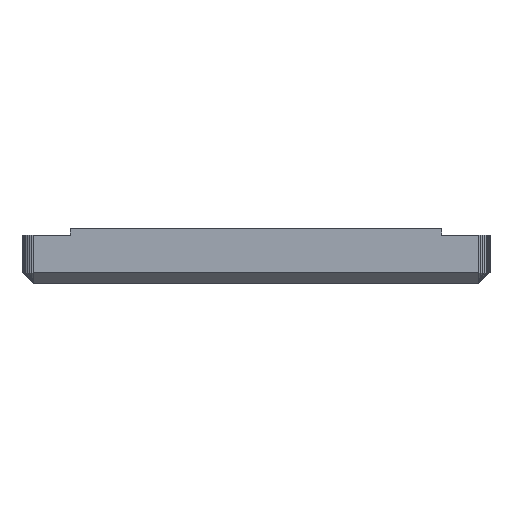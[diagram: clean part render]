
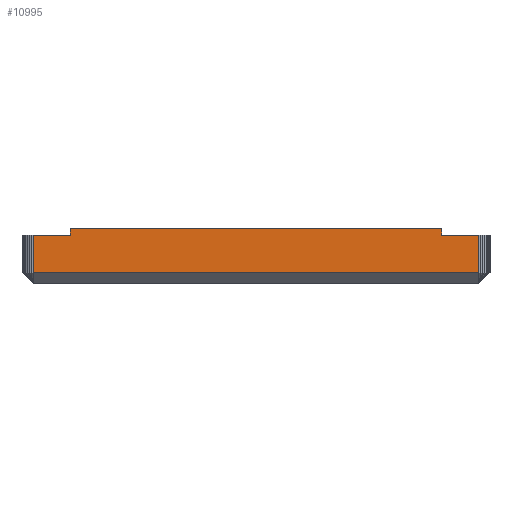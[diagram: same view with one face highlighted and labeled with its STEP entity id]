
A CAD part, left-side view. The second image highlights one B-rep face of the part: STEP entity #10995.
In plain terms, the highlighted planar face has unit normal (-1, 0, 0).
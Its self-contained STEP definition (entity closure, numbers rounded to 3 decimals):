
#33=PLANE('',#11790);
#808=FACE_OUTER_BOUND('',#1586,.T.);
#1586=EDGE_LOOP('',(#8160,#8161,#8162,#8163,#8164,#8165,#8166,#8167));
#2636=LINE('',#16262,#4198);
#2637=LINE('',#16264,#4199);
#2638=LINE('',#16266,#4200);
#2639=LINE('',#16268,#4201);
#2640=LINE('',#16270,#4202);
#2641=LINE('',#16272,#4203);
#2642=LINE('',#16274,#4204);
#2643=LINE('',#16275,#4205);
#4198=VECTOR('',#12879,10.);
#4199=VECTOR('',#12880,10.);
#4200=VECTOR('',#12881,10.);
#4201=VECTOR('',#12882,10.);
#4202=VECTOR('',#12883,10.);
#4203=VECTOR('',#12884,10.);
#4204=VECTOR('',#12885,10.);
#4205=VECTOR('',#12886,10.);
#5757=VERTEX_POINT('',#16260);
#5758=VERTEX_POINT('',#16261);
#5759=VERTEX_POINT('',#16263);
#5760=VERTEX_POINT('',#16265);
#5761=VERTEX_POINT('',#16267);
#5762=VERTEX_POINT('',#16269);
#5763=VERTEX_POINT('',#16271);
#5764=VERTEX_POINT('',#16273);
#6565=EDGE_CURVE('',#5757,#5758,#2636,.T.);
#6566=EDGE_CURVE('',#5757,#5759,#2637,.T.);
#6567=EDGE_CURVE('',#5759,#5760,#2638,.T.);
#6568=EDGE_CURVE('',#5760,#5761,#2639,.T.);
#6569=EDGE_CURVE('',#5761,#5762,#2640,.T.);
#6570=EDGE_CURVE('',#5763,#5762,#2641,.T.);
#6571=EDGE_CURVE('',#5763,#5764,#2642,.T.);
#6572=EDGE_CURVE('',#5758,#5764,#2643,.T.);
#8160=ORIENTED_EDGE('',*,*,#6565,.F.);
#8161=ORIENTED_EDGE('',*,*,#6566,.T.);
#8162=ORIENTED_EDGE('',*,*,#6567,.T.);
#8163=ORIENTED_EDGE('',*,*,#6568,.T.);
#8164=ORIENTED_EDGE('',*,*,#6569,.T.);
#8165=ORIENTED_EDGE('',*,*,#6570,.F.);
#8166=ORIENTED_EDGE('',*,*,#6571,.T.);
#8167=ORIENTED_EDGE('',*,*,#6572,.F.);
#10995=ADVANCED_FACE('',(#808),#33,.T.);
#11790=AXIS2_PLACEMENT_3D('',#16259,#12877,#12878);
#12877=DIRECTION('center_axis',(-1.,0.,0.));
#12878=DIRECTION('ref_axis',(0.,0.,1.));
#12879=DIRECTION('',(0.,1.,0.));
#12880=DIRECTION('',(0.,0.,1.));
#12881=DIRECTION('',(0.,1.,0.));
#12882=DIRECTION('',(0.,0.,1.));
#12883=DIRECTION('',(0.,1.,0.));
#12884=DIRECTION('',(0.,0.,1.));
#12885=DIRECTION('',(0.,1.,0.));
#12886=DIRECTION('',(0.,0.,1.));
#16259=CARTESIAN_POINT('Origin',(0.,16.6,-0.6));
#16260=CARTESIAN_POINT('',(0.,0.4,-0.6));
#16261=CARTESIAN_POINT('',(0.,16.6,-0.6));
#16262=CARTESIAN_POINT('',(0.,0.4,-0.6));
#16263=CARTESIAN_POINT('',(0.,0.4,0.75));
#16264=CARTESIAN_POINT('',(0.,0.4,-0.6));
#16265=CARTESIAN_POINT('',(0.,1.75,0.75));
#16266=CARTESIAN_POINT('',(0.,0.4,0.75));
#16267=CARTESIAN_POINT('',(0.,1.75,1.));
#16268=CARTESIAN_POINT('',(0.,1.75,0.75));
#16269=CARTESIAN_POINT('',(0.,15.25,1.));
#16270=CARTESIAN_POINT('',(0.,11.5,1.));
#16271=CARTESIAN_POINT('',(0.,15.25,0.75));
#16272=CARTESIAN_POINT('',(0.,15.25,0.75));
#16273=CARTESIAN_POINT('',(0.,16.6,0.75));
#16274=CARTESIAN_POINT('',(0.,15.25,0.75));
#16275=CARTESIAN_POINT('',(0.,16.6,-0.6));
